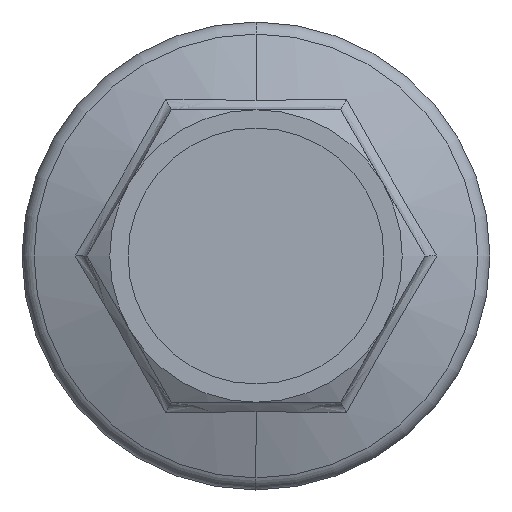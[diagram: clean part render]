
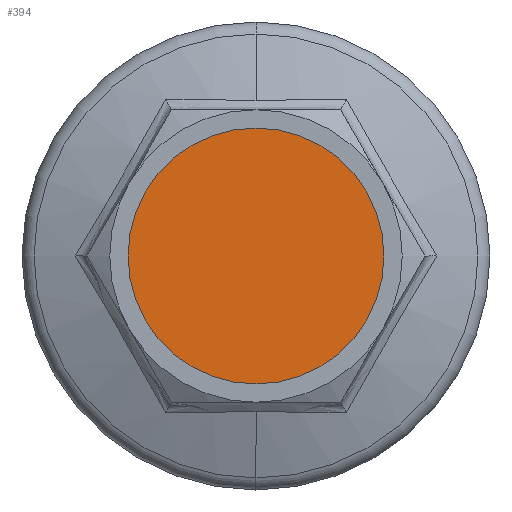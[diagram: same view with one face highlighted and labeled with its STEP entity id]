
A CAD part, left-side view. The second image highlights one B-rep face of the part: STEP entity #394.
In plain terms, the highlighted planar face has unit normal (-1, 0, 0).
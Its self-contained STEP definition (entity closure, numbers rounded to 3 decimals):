
#59 = CARTESIAN_POINT ( 'NONE',  ( 0.558, 0., -3.5 ) ) ;
#66 = CARTESIAN_POINT ( 'NONE',  ( 0.558, 0., 0. ) ) ;
#111 = CIRCLE ( 'NONE', #733, 3.5 ) ;
#171 = AXIS2_PLACEMENT_3D ( 'NONE', #66, #883, #460 ) ;
#193 = CARTESIAN_POINT ( 'NONE',  ( 0.558, 0., 0. ) ) ;
#225 = ORIENTED_EDGE ( 'NONE', *, *, #470, .F. ) ;
#248 = CARTESIAN_POINT ( 'NONE',  ( 0.558, 0., 3.5 ) ) ;
#255 = CARTESIAN_POINT ( 'NONE',  ( 0.558, 0., 0. ) ) ;
#353 = DIRECTION ( 'NONE',  ( 1., 0., 0. ) ) ;
#371 = ORIENTED_EDGE ( 'NONE', *, *, #954, .F. ) ;
#394 = ADVANCED_FACE ( 'NONE', ( #852 ), #873, .F. ) ;
#414 = VERTEX_POINT ( 'NONE', #59 ) ;
#460 = DIRECTION ( 'NONE',  ( 0., 0., -1. ) ) ;
#470 = EDGE_CURVE ( 'NONE', #414, #864, #841, .T. ) ;
#516 = DIRECTION ( 'NONE',  ( 0., 0., -1. ) ) ;
#588 = DIRECTION ( 'NONE',  ( 0., 0., -1. ) ) ;
#603 = AXIS2_PLACEMENT_3D ( 'NONE', #255, #353, #516 ) ;
#733 = AXIS2_PLACEMENT_3D ( 'NONE', #193, #755, #588 ) ;
#755 = DIRECTION ( 'NONE',  ( 1., 0., 0. ) ) ;
#836 = EDGE_LOOP ( 'NONE', ( #371, #225 ) ) ;
#841 = CIRCLE ( 'NONE', #603, 3.5 ) ;
#852 = FACE_OUTER_BOUND ( 'NONE', #836, .T. ) ;
#864 = VERTEX_POINT ( 'NONE', #248 ) ;
#873 = PLANE ( 'NONE',  #171 ) ;
#883 = DIRECTION ( 'NONE',  ( 1., 0., 0. ) ) ;
#954 = EDGE_CURVE ( 'NONE', #864, #414, #111, .T. ) ;
